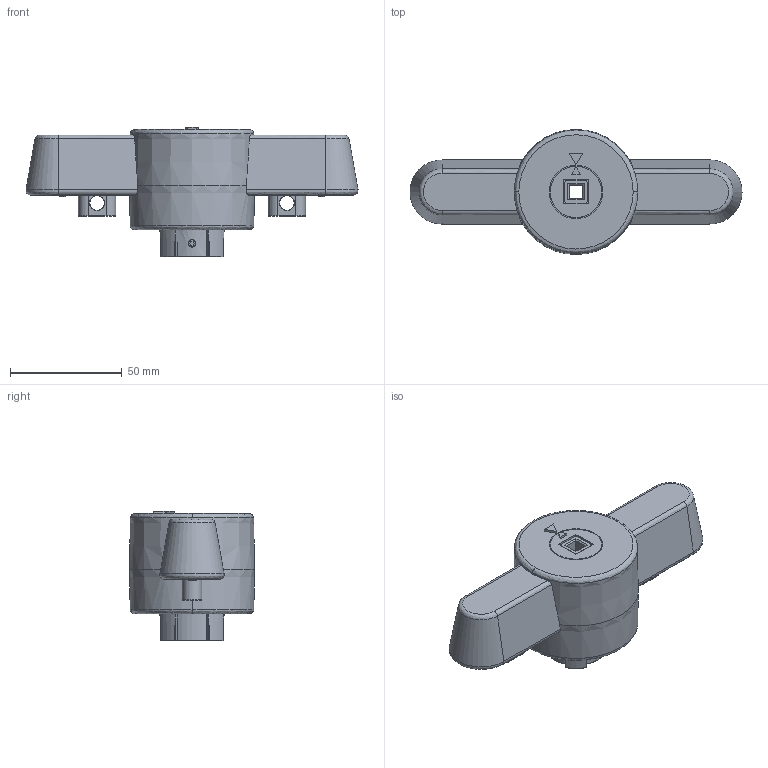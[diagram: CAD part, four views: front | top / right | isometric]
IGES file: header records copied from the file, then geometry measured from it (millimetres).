
Start section:  PTC IGES file: 1sda085244r6_simp.igs
Global section: file name: 1sda085244r6_simp.igs; native system: Creo Parametric by PTC Inc.; preprocessor: 2022364; author: FIALSAR; organization: Unknown; date: 20240115.120627; units: millimetre
Bounding box: 148.67 x 56 x 58 mm (x, y, z)
Surface area: 26036.9 mm2 (no closed solid volume)
Topology: 0 solids, 0 shells, 273 faces, 1492 edges, 1480 vertices
Faces by surface type: revolution 144, bspline 129
